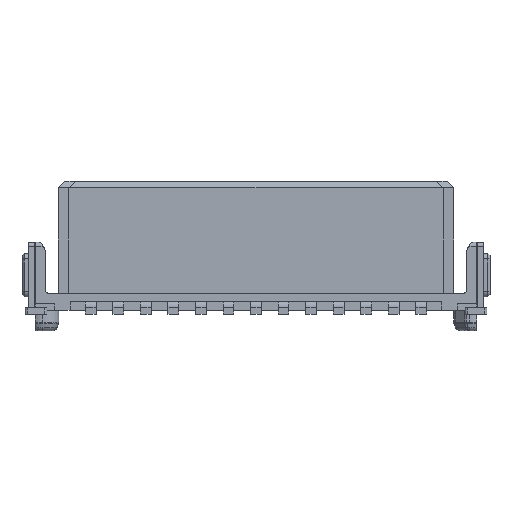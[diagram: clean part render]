
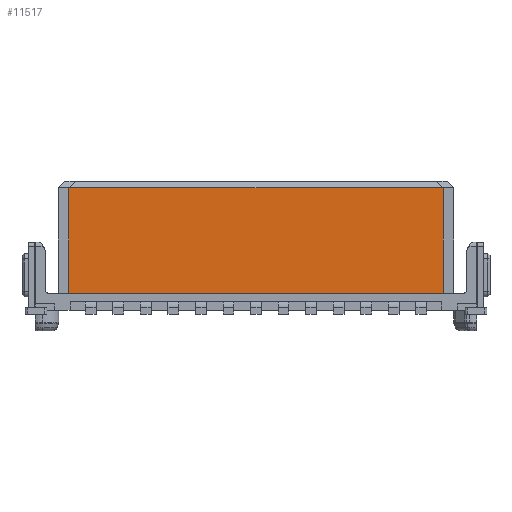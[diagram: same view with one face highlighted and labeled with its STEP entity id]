
A CAD part, front view. The second image highlights one B-rep face of the part: STEP entity #11517.
In plain terms, the highlighted planar face has unit normal (0, -1, 0).
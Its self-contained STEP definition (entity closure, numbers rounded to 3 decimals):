
#11497=AXIS2_PLACEMENT_3D('Plane Axis2P3D',#11494,#11495,#11496) ;
#5464=CARTESIAN_POINT('Vertex',(19.425,2.175,1.73)) ;
#5467=CARTESIAN_POINT('Line Origine',(10.795,2.175,1.73)) ;
#5471=CARTESIAN_POINT('Vertex',(2.165,2.175,1.73)) ;
#11478=CARTESIAN_POINT('Vertex',(19.425,2.175,6.58)) ;
#11481=CARTESIAN_POINT('Line Origine',(19.425,2.175,4.155)) ;
#11494=CARTESIAN_POINT('Axis2P3D Location',(19.525,2.175,1.63)) ;
#11499=CARTESIAN_POINT('Line Origine',(10.795,2.175,6.58)) ;
#11503=CARTESIAN_POINT('Vertex',(2.165,2.175,6.58)) ;
#11506=CARTESIAN_POINT('Line Origine',(2.165,2.175,4.155)) ;
#5468=DIRECTION('Vector Direction',(1.,0.,0.)) ;
#11482=DIRECTION('Vector Direction',(0.,0.,1.)) ;
#11495=DIRECTION('Axis2P3D Direction',(0.,-1.,0.)) ;
#11496=DIRECTION('Axis2P3D XDirection',(0.,0.,1.)) ;
#11500=DIRECTION('Vector Direction',(-1.,0.,0.)) ;
#11507=DIRECTION('Vector Direction',(0.,0.,-1.)) ;
#5469=VECTOR('Line Direction',#5468,1.) ;
#11483=VECTOR('Line Direction',#11482,1.) ;
#11501=VECTOR('Line Direction',#11500,1.) ;
#11508=VECTOR('Line Direction',#11507,1.) ;
#11512=ORIENTED_EDGE('',*,*,#5473,.T.) ;
#11513=ORIENTED_EDGE('',*,*,#11485,.T.) ;
#11514=ORIENTED_EDGE('',*,*,#11505,.T.) ;
#11515=ORIENTED_EDGE('',*,*,#11510,.T.) ;
#11517=ADVANCED_FACE('Hauptk\X2\00F6\X0\rper',(#11516),#11498,.T.) ;
#5473=EDGE_CURVE('',#5472,#5465,#5470,.T.) ;
#11485=EDGE_CURVE('',#5465,#11479,#11484,.T.) ;
#11505=EDGE_CURVE('',#11479,#11504,#11502,.T.) ;
#11510=EDGE_CURVE('',#11504,#5472,#11509,.T.) ;
#11511=EDGE_LOOP('',(#11512,#11513,#11514,#11515)) ;
#11516=FACE_OUTER_BOUND('',#11511,.T.) ;
#5470=LINE('Line',#5467,#5469) ;
#11484=LINE('Line',#11481,#11483) ;
#11502=LINE('Line',#11499,#11501) ;
#11509=LINE('Line',#11506,#11508) ;
#11498=PLANE('',#11497) ;
#5465=VERTEX_POINT('',#5464) ;
#5472=VERTEX_POINT('',#5471) ;
#11479=VERTEX_POINT('',#11478) ;
#11504=VERTEX_POINT('',#11503) ;
